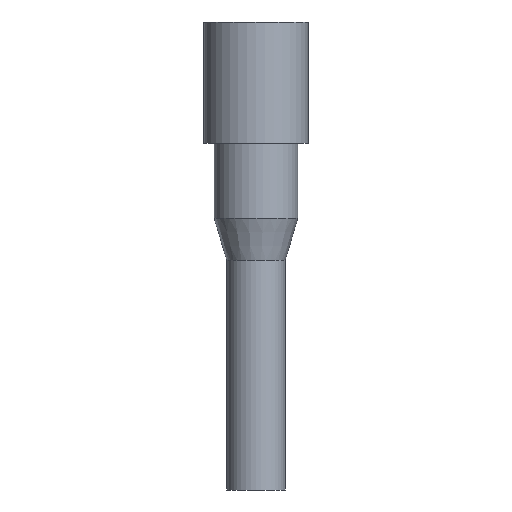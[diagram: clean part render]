
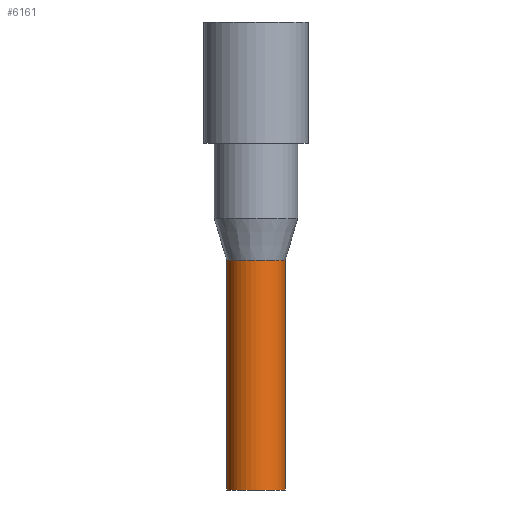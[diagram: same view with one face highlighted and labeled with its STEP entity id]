
A CAD part, front view. The second image highlights one B-rep face of the part: STEP entity #6161.
In plain terms, the highlighted cylindrical face has radius 7 mm (diameter 14 mm), a full revolution.
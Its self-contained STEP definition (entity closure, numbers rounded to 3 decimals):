
#26=CYLINDRICAL_SURFACE($,#6369,7.);
#56=CIRCLE($,#6370,7.);
#57=CIRCLE($,#6371,7.);
#116=FACE_BOUND($,#1254,.T.);
#879=FACE_OUTER_BOUND($,#1253,.T.);
#1253=EDGE_LOOP($,(#5375));
#1254=EDGE_LOOP($,(#5376));
#2860=VERTEX_POINT($,#10966);
#2861=VERTEX_POINT($,#10968);
#3702=EDGE_CURVE($,#2860,#2860,#56,.T.);
#3703=EDGE_CURVE($,#2861,#2861,#57,.T.);
#5375=ORIENTED_EDGE($,*,*,#3702,.T.);
#5376=ORIENTED_EDGE($,*,*,#3703,.T.);
#6161=ADVANCED_FACE($,(#879,#116),#26,.T.);
#6369=AXIS2_PLACEMENT_3D($,#10965,#7293,#7294);
#6370=AXIS2_PLACEMENT_3D($,#10967,#7295,#7296);
#6371=AXIS2_PLACEMENT_3D($,#10969,#7297,#7298);
#7293=DIRECTION('center_axis',(0.,0.,-1.));
#7294=DIRECTION('ref_axis',(1.,0.,0.));
#7295=DIRECTION('center_axis',(0.,0.,1.));
#7296=DIRECTION('ref_axis',(1.,0.,0.));
#7297=DIRECTION('center_axis',(0.,0.,-1.));
#7298=DIRECTION('ref_axis',(1.,0.,0.));
#10965=CARTESIAN_POINT('Origin',(0.,0.,-28.));
#10966=CARTESIAN_POINT('',(-7.,0.,-83.));
#10967=CARTESIAN_POINT('Origin',(0.,0.,-83.));
#10968=CARTESIAN_POINT('',(-7.,0.,-28.));
#10969=CARTESIAN_POINT('Origin',(0.,0.,-28.));
